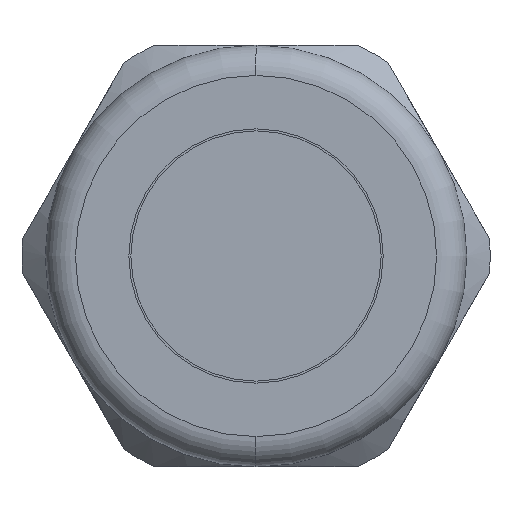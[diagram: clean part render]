
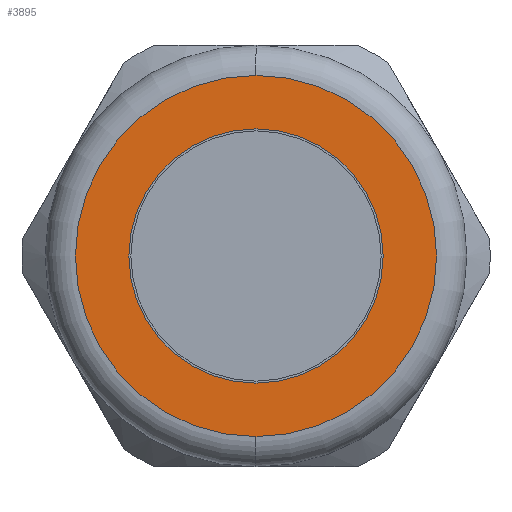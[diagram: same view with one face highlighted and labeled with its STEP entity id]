
A CAD part, left-side view. The second image highlights one B-rep face of the part: STEP entity #3895.
In plain terms, the highlighted planar face has unit normal (-1, 0, 0).
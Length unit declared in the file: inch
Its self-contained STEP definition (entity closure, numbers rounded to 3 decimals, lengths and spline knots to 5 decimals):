
#1579 = CIRCLE ( 'NONE', #1638, 0.63 ) ;
#1614 = DIRECTION ( 'NONE',  ( 0., 0., 1. ) ) ;
#1615 = DIRECTION ( 'NONE',  ( -1., 0., 0. ) ) ;
#1616 = CARTESIAN_POINT ( 'NONE',  ( -2.2, 1.045, 0. ) ) ;
#1617 = AXIS2_PLACEMENT_3D ( 'NONE', #1616, #1615, #1614 ) ;
#1618 = PLANE ( 'NONE',  #1617 ) ;
#1619 = FACE_BOUND ( 'NONE', #3880, .T. ) ;
#1620 = FACE_OUTER_BOUND ( 'NONE', #3900, .T. ) ;
#1631 = DIRECTION ( 'NONE',  ( 0., 0., 1. ) ) ;
#1632 = DIRECTION ( 'NONE',  ( -1., 0., 0. ) ) ;
#1633 = AXIS2_PLACEMENT_3D ( 'NONE', #1639, #1632, #1631 ) ;
#1634 = CIRCLE ( 'NONE', #1633, 0.895 ) ;
#1635 = DIRECTION ( 'NONE',  ( 0., 0., -1. ) ) ;
#1636 = DIRECTION ( 'NONE',  ( 1., 0., 0. ) ) ;
#1637 = CARTESIAN_POINT ( 'NONE',  ( -2.2, 0., 0. ) ) ;
#1638 = AXIS2_PLACEMENT_3D ( 'NONE', #1637, #1636, #1635 ) ;
#1639 = CARTESIAN_POINT ( 'NONE',  ( -2.2, 0., 0. ) ) ;
#2220 = CARTESIAN_POINT ( 'NONE',  ( -2.2, 0., -0.63 ) ) ;
#2247 = DIRECTION ( 'NONE',  ( 0., 0., -1. ) ) ;
#2248 = DIRECTION ( 'NONE',  ( 1., 0., 0. ) ) ;
#2249 = AXIS2_PLACEMENT_3D ( 'NONE', #2256, #2248, #2247 ) ;
#2250 = CIRCLE ( 'NONE', #2249, 0.63 ) ;
#2256 = CARTESIAN_POINT ( 'NONE',  ( -2.2, 0., 0. ) ) ;
#2266 = CARTESIAN_POINT ( 'NONE',  ( -2.2, 0., 0.63 ) ) ;
#2467 = DIRECTION ( 'NONE',  ( 0., 0., 1. ) ) ;
#2468 = DIRECTION ( 'NONE',  ( -1., 0., 0. ) ) ;
#2469 = AXIS2_PLACEMENT_3D ( 'NONE', #2477, #2468, #2467 ) ;
#2470 = CIRCLE ( 'NONE', #2469, 0.895 ) ;
#2477 = CARTESIAN_POINT ( 'NONE',  ( -2.2, 0., 0. ) ) ;
#2478 = CARTESIAN_POINT ( 'NONE',  ( -2.2, 0., -0.895 ) ) ;
#2479 = CARTESIAN_POINT ( 'NONE',  ( -2.2, 0., 0.895 ) ) ;
#3880 = EDGE_LOOP ( 'NONE', ( #3882, #4664 ) ) ;
#3881 = EDGE_CURVE ( 'NONE', #4235, #4240, #1579, .T. ) ;
#3882 = ORIENTED_EDGE ( 'NONE', *, *, #3881, .T. ) ;
#3883 = EDGE_CURVE ( 'NONE', #4374, #4371, #1634, .T. ) ;
#3895 = ADVANCED_FACE ( 'NONE', ( #1620, #1619 ), #1618, .T. ) ;
#3898 = ORIENTED_EDGE ( 'NONE', *, *, #4378, .T. ) ;
#3900 = EDGE_LOOP ( 'NONE', ( #3898, #3902 ) ) ;
#3902 = ORIENTED_EDGE ( 'NONE', *, *, #3883, .T. ) ;
#4235 = VERTEX_POINT ( 'NONE', #2220 ) ;
#4240 = VERTEX_POINT ( 'NONE', #2266 ) ;
#4254 = EDGE_CURVE ( 'NONE', #4240, #4235, #2250, .T. ) ;
#4371 = VERTEX_POINT ( 'NONE', #2479 ) ;
#4374 = VERTEX_POINT ( 'NONE', #2478 ) ;
#4378 = EDGE_CURVE ( 'NONE', #4371, #4374, #2470, .T. ) ;
#4664 = ORIENTED_EDGE ( 'NONE', *, *, #4254, .T. ) ;
